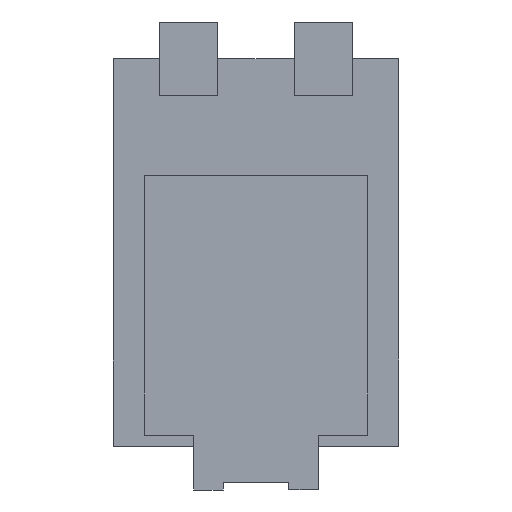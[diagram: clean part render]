
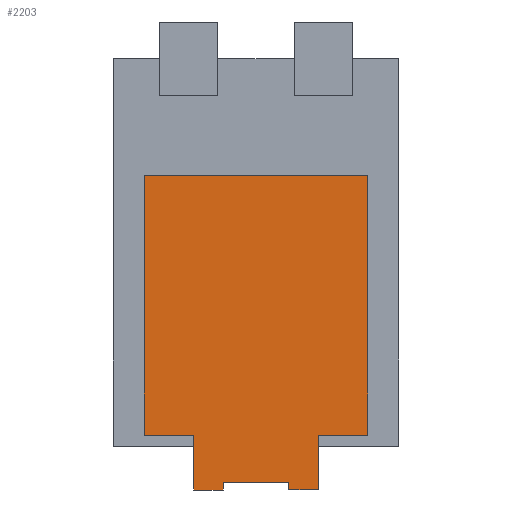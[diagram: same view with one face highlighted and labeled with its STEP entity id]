
A CAD part, front view. The second image highlights one B-rep face of the part: STEP entity #2203.
In plain terms, the highlighted planar face has unit normal (0, -1, 0).
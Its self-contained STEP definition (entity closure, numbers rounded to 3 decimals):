
#6 = EDGE_CURVE ( 'NONE', #509, #2204, #1326, .T. ) ;
#32 = DIRECTION ( 'NONE',  ( 0., 0., 1. ) ) ;
#42 = LINE ( 'NONE', #98, #1717 ) ;
#98 = CARTESIAN_POINT ( 'NONE',  ( -1.527, 0., -2.499 ) ) ;
#104 = DIRECTION ( 'NONE',  ( 1., 0., 0. ) ) ;
#108 = EDGE_CURVE ( 'NONE', #2044, #363, #1479, .T. ) ;
#156 = CARTESIAN_POINT ( 'NONE',  ( -0.85, 0., -3.25 ) ) ;
#159 = CARTESIAN_POINT ( 'NONE',  ( 0.45, 0., -3.25 ) ) ;
#165 = CARTESIAN_POINT ( 'NONE',  ( 1.527, 0., 1.05 ) ) ;
#172 = CARTESIAN_POINT ( 'NONE',  ( 0.85, 0., -2.499 ) ) ;
#174 = VERTEX_POINT ( 'NONE', #1267 ) ;
#178 = DIRECTION ( 'NONE',  ( 0., 0., -1. ) ) ;
#183 = CARTESIAN_POINT ( 'NONE',  ( -1.527, 0., 1.05 ) ) ;
#200 = VECTOR ( 'NONE', #1355, 1000. ) ;
#225 = DIRECTION ( 'NONE',  ( 0., 0., 1. ) ) ;
#227 = PLANE ( 'NONE',  #661 ) ;
#230 = ORIENTED_EDGE ( 'NONE', *, *, #931, .T. ) ;
#247 = FACE_OUTER_BOUND ( 'NONE', #1338, .T. ) ;
#249 = LINE ( 'NONE', #2178, #559 ) ;
#266 = EDGE_CURVE ( 'NONE', #1376, #1646, #293, .T. ) ;
#293 = LINE ( 'NONE', #2150, #688 ) ;
#349 = DIRECTION ( 'NONE',  ( 0., 0., -1. ) ) ;
#363 = VERTEX_POINT ( 'NONE', #1337 ) ;
#391 = DIRECTION ( 'NONE',  ( 0., 0., -1. ) ) ;
#392 = CARTESIAN_POINT ( 'NONE',  ( 1.527, 0., 1.05 ) ) ;
#406 = EDGE_CURVE ( 'NONE', #2204, #1376, #934, .T. ) ;
#438 = DIRECTION ( 'NONE',  ( 0., 0., -1. ) ) ;
#509 = VERTEX_POINT ( 'NONE', #1219 ) ;
#557 = EDGE_CURVE ( 'NONE', #1680, #2044, #666, .T. ) ;
#559 = VECTOR ( 'NONE', #438, 1000. ) ;
#560 = CARTESIAN_POINT ( 'NONE',  ( 0., 0., 0. ) ) ;
#567 = DIRECTION ( 'NONE',  ( 0., -1., 0. ) ) ;
#586 = CARTESIAN_POINT ( 'NONE',  ( -1.527, 0., -2.499 ) ) ;
#606 = ORIENTED_EDGE ( 'NONE', *, *, #6, .T. ) ;
#661 = AXIS2_PLACEMENT_3D ( 'NONE', #560, #567, #391 ) ;
#666 = LINE ( 'NONE', #1957, #1537 ) ;
#676 = LINE ( 'NONE', #1589, #1769 ) ;
#688 = VECTOR ( 'NONE', #1828, 1000. ) ;
#702 = LINE ( 'NONE', #1745, #2022 ) ;
#742 = EDGE_CURVE ( 'NONE', #1646, #991, #249, .T. ) ;
#894 = CARTESIAN_POINT ( 'NONE',  ( 0.45, 0., -3.15 ) ) ;
#931 = EDGE_CURVE ( 'NONE', #1536, #509, #702, .T. ) ;
#934 = LINE ( 'NONE', #1891, #1788 ) ;
#956 = VECTOR ( 'NONE', #974, 1000. ) ;
#971 = EDGE_CURVE ( 'NONE', #363, #1523, #1627, .T. ) ;
#974 = DIRECTION ( 'NONE',  ( 1., 0., 0. ) ) ;
#991 = VERTEX_POINT ( 'NONE', #159 ) ;
#1006 = ORIENTED_EDGE ( 'NONE', *, *, #557, .T. ) ;
#1028 = CARTESIAN_POINT ( 'NONE',  ( -0.45, 0., -3.15 ) ) ;
#1107 = CARTESIAN_POINT ( 'NONE',  ( -0.45, 0., -3.25 ) ) ;
#1132 = VECTOR ( 'NONE', #178, 1000. ) ;
#1140 = ORIENTED_EDGE ( 'NONE', *, *, #1300, .T. ) ;
#1141 = LINE ( 'NONE', #2021, #200 ) ;
#1208 = EDGE_CURVE ( 'NONE', #1703, #1680, #1869, .T. ) ;
#1219 = CARTESIAN_POINT ( 'NONE',  ( -0.85, 0., -3.25 ) ) ;
#1267 = CARTESIAN_POINT ( 'NONE',  ( 0.85, 0., -3.25 ) ) ;
#1293 = ORIENTED_EDGE ( 'NONE', *, *, #1894, .T. ) ;
#1294 = ORIENTED_EDGE ( 'NONE', *, *, #1208, .T. ) ;
#1300 = EDGE_CURVE ( 'NONE', #991, #174, #1141, .T. ) ;
#1326 = LINE ( 'NONE', #156, #2130 ) ;
#1337 = CARTESIAN_POINT ( 'NONE',  ( -1.527, 0., 1.05 ) ) ;
#1338 = EDGE_LOOP ( 'NONE', ( #1140, #1293, #1294, #1006, #1566, #1955, #2179, #230, #606, #1758, #1412, #2194 ) ) ;
#1355 = DIRECTION ( 'NONE',  ( 1., 0., 0. ) ) ;
#1370 = DIRECTION ( 'NONE',  ( 1., 0., 0. ) ) ;
#1376 = VERTEX_POINT ( 'NONE', #1028 ) ;
#1412 = ORIENTED_EDGE ( 'NONE', *, *, #266, .T. ) ;
#1433 = EDGE_CURVE ( 'NONE', #1523, #1536, #42, .T. ) ;
#1479 = LINE ( 'NONE', #392, #1697 ) ;
#1523 = VERTEX_POINT ( 'NONE', #586 ) ;
#1536 = VERTEX_POINT ( 'NONE', #1816 ) ;
#1537 = VECTOR ( 'NONE', #32, 1000. ) ;
#1566 = ORIENTED_EDGE ( 'NONE', *, *, #108, .T. ) ;
#1589 = CARTESIAN_POINT ( 'NONE',  ( 0.85, 0., -3.25 ) ) ;
#1627 = LINE ( 'NONE', #183, #1132 ) ;
#1646 = VERTEX_POINT ( 'NONE', #894 ) ;
#1670 = CARTESIAN_POINT ( 'NONE',  ( 0.85, 0., -2.499 ) ) ;
#1680 = VERTEX_POINT ( 'NONE', #1751 ) ;
#1697 = VECTOR ( 'NONE', #1781, 1000. ) ;
#1703 = VERTEX_POINT ( 'NONE', #172 ) ;
#1717 = VECTOR ( 'NONE', #104, 1000. ) ;
#1745 = CARTESIAN_POINT ( 'NONE',  ( -0.85, 0., -2.499 ) ) ;
#1751 = CARTESIAN_POINT ( 'NONE',  ( 1.527, 0., -2.499 ) ) ;
#1758 = ORIENTED_EDGE ( 'NONE', *, *, #406, .T. ) ;
#1769 = VECTOR ( 'NONE', #225, 1000. ) ;
#1781 = DIRECTION ( 'NONE',  ( -1., 0., 0. ) ) ;
#1788 = VECTOR ( 'NONE', #1876, 1000. ) ;
#1816 = CARTESIAN_POINT ( 'NONE',  ( -0.85, 0., -2.499 ) ) ;
#1828 = DIRECTION ( 'NONE',  ( 1., 0., 0. ) ) ;
#1869 = LINE ( 'NONE', #1670, #956 ) ;
#1876 = DIRECTION ( 'NONE',  ( 0., 0., 1. ) ) ;
#1891 = CARTESIAN_POINT ( 'NONE',  ( -0.45, 0., -3.25 ) ) ;
#1894 = EDGE_CURVE ( 'NONE', #174, #1703, #676, .T. ) ;
#1955 = ORIENTED_EDGE ( 'NONE', *, *, #971, .T. ) ;
#1957 = CARTESIAN_POINT ( 'NONE',  ( 1.527, 0., -2.499 ) ) ;
#2021 = CARTESIAN_POINT ( 'NONE',  ( 0.45, 0., -3.25 ) ) ;
#2022 = VECTOR ( 'NONE', #349, 1000. ) ;
#2044 = VERTEX_POINT ( 'NONE', #165 ) ;
#2130 = VECTOR ( 'NONE', #1370, 1000. ) ;
#2150 = CARTESIAN_POINT ( 'NONE',  ( -0.45, 0., -3.15 ) ) ;
#2178 = CARTESIAN_POINT ( 'NONE',  ( 0.45, 0., -3.15 ) ) ;
#2179 = ORIENTED_EDGE ( 'NONE', *, *, #1433, .T. ) ;
#2194 = ORIENTED_EDGE ( 'NONE', *, *, #742, .T. ) ;
#2203 = ADVANCED_FACE ( 'NONE', ( #247 ), #227, .T. ) ;
#2204 = VERTEX_POINT ( 'NONE', #1107 ) ;
